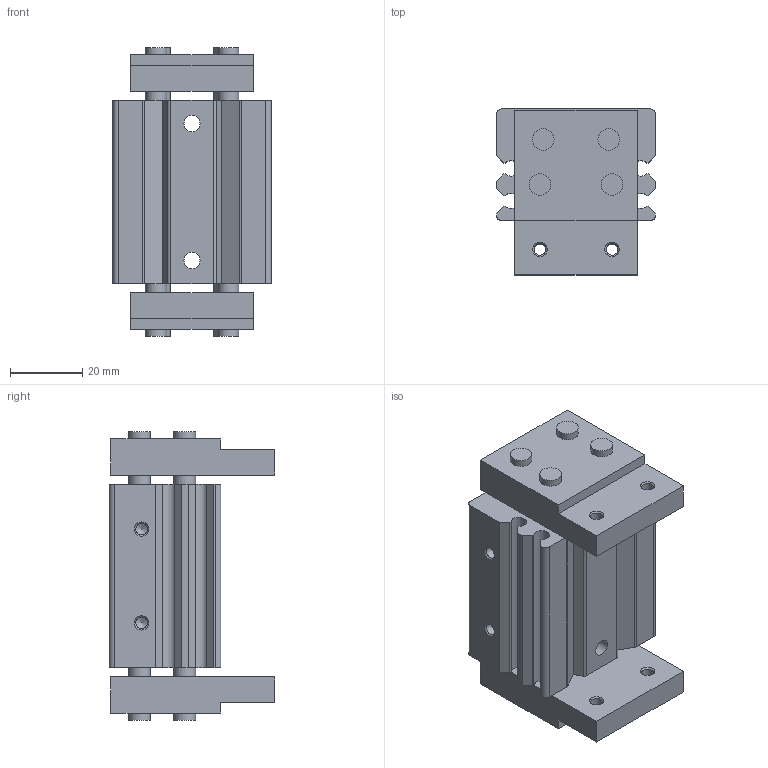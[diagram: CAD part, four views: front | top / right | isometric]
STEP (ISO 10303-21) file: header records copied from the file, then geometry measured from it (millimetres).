
FILE_DESCRIPTION( ( 'STEP AP203' ), '1' );
FILE_NAME( 'MCHX-10-20M.stp', '2022-01-18T08:27:52', ( 'License CC BY-ND 4.0' ), ( 'CADENAS' ), ' ', 'PARTsolutions', ' ' );
FILE_SCHEMA( ( 'CONFIG_CONTROL_DESIGN' ) );
Length unit declared in the file: millimetre
Products named in the file (3): MCHX-10-20M; _MCHX-10-20M_(b); _MCHX-10-20M_(f)
Assembly tree (3 placements, depth 2):
  MCHX-10-20M
    _MCHX-10-20M_(b)
    _MCHX-10-20M_(f)  x2
Bounding box: 44 x 46 x 80 mm (x, y, z)
Volume: 90048.5 mm3; surface area: 32538 mm2
Topology: 3 solids, 3 shells, 131 faces, 324 edges, 210 vertices
Faces by surface type: plane 61, cylinder 46, cone 24
Full cylindrical faces by diameter (mm): 3 x1, 3.242 x10, 4.134 x2, 4.5 x2, 6 x16, 18 x1
Entity records: 3086 total; most frequent: DIRECTION 526, CARTESIAN_POINT 499, ORIENTED_EDGE 432, EDGE_CURVE 216, AXIS2_PLACEMENT_3D 199, EDGE_LOOP 178, VERTEX_POINT 172, FACE_OUTER_BOUND 131
